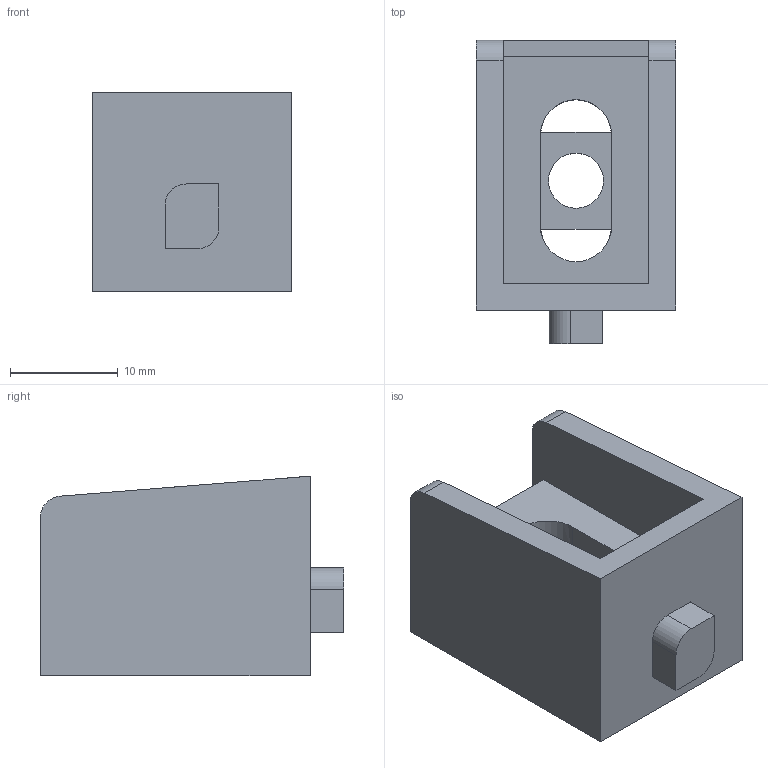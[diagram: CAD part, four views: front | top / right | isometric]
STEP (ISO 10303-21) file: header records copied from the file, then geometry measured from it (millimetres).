
FILE_DESCRIPTION (( 'STEP AP214' ), '1' );
FILE_NAME ('-7226110', '2019-02-04T10:06:12', ( '' ), ('JUGARD+KÜNSTNER GmbH'), 'SwSTEP 2.0', 'SolidWorks 2017', '' );
FILE_SCHEMA (( 'AUTOMOTIVE_DESIGN' ));
Length unit declared in the file: millimetre
Products named in the file (1): -7226110_CNAJF00
Bounding box: 18.5 x 28.1 x 18.5 mm (x, y, z)
Volume: 5076.6 mm3; surface area: 3214.1 mm2
Topology: 1 solids, 1 shells, 33 faces, 96 edges, 64 vertices
Faces by surface type: plane 25, cylinder 8
Entity records: 1206 total; most frequent: CARTESIAN_POINT 194, ORIENTED_EDGE 192, DIRECTION 188, EDGE_CURVE 96, LINE 72, VECTOR 72, VERTEX_POINT 64, AXIS2_PLACEMENT_3D 58
